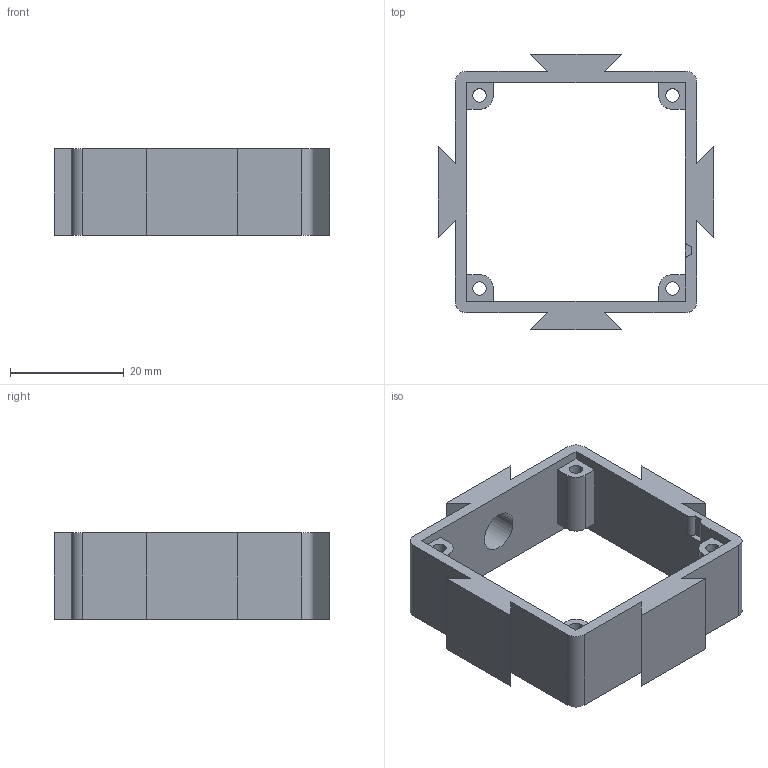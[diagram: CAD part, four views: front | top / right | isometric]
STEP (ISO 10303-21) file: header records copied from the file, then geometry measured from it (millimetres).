
FILE_DESCRIPTION (( 'STEP AP203' ), '1' );
FILE_NAME ('camera_spacer.STEP', '2025-05-16T07:20:55', ( '' ), ( '' ), 'SwSTEP 2.0', 'SolidWorks 2024', '' );
FILE_SCHEMA (( 'CONFIG_CONTROL_DESIGN' ));
Length unit declared in the file: millimetre
Products named in the file (1): camera_spacer
Bounding box: 48.5 x 48.5 x 15.2 mm (x, y, z)
Volume: 7793.4 mm3; surface area: 7174.6 mm2
Topology: 1 solids, 1 shells, 64 faces, 186 edges, 124 vertices
Faces by surface type: plane 44, cylinder 20
Entity records: 2211 total; most frequent: CARTESIAN_POINT 375, ORIENTED_EDGE 372, DIRECTION 356, EDGE_CURVE 186, VECTOR 146, LINE 146, VERTEX_POINT 124, AXIS2_PLACEMENT_3D 105
